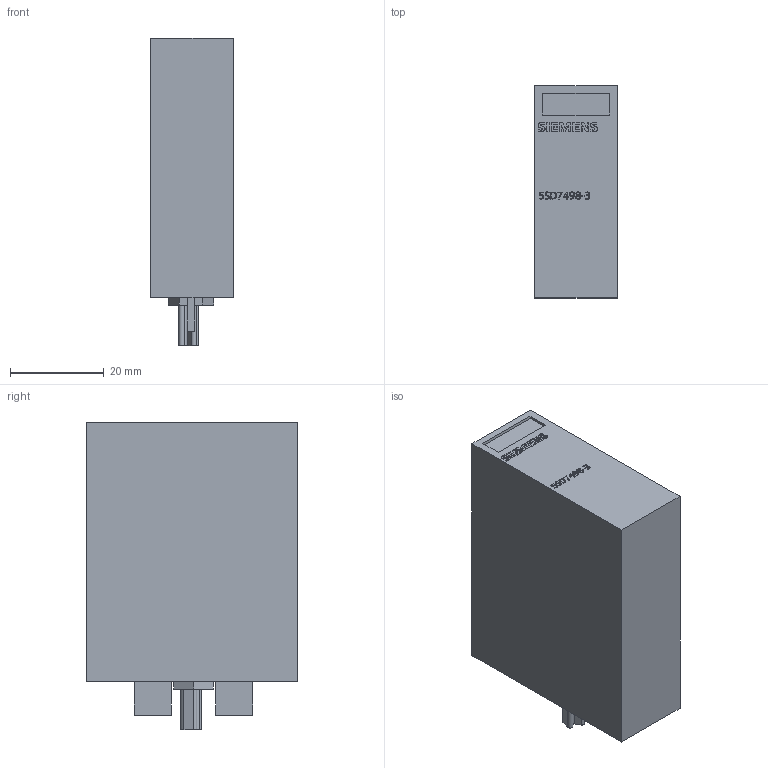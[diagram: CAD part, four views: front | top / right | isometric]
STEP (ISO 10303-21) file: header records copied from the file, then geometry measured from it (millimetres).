
FILE_DESCRIPTION(/* description */ (''),/* implementation_level */ '2;1');
FILE_NAME(/* name */ '5SD7498-3_v.stp',/* time_stamp */ '2023-03-23T14:45:10+01:00',/* author */ ('"(c) Siemens AG Smart Infrastructure"'),/* organization */ ('"(c) Siemens AG - Smart Infrastructure - EP"'),/* preprocessor_version */ 'ST-DEVELOPER v18.101',/* originating_system */ 'SIEMENS PLM Software NX 2008',/* authorisation */ '"Transmittal reproduction, dissemination and/or editing of this document as well as utilization of its contents and communication thereof to others without express authorization is prohibited. Offenders will be held liable for payment of damages. All rights created by patent grant or registration of a utility model or design patent are reserved."');
FILE_SCHEMA (('AUTOMOTIVE_DESIGN { 1 0 10303 214 3 1 1 1 }'));
Length unit declared in the file: millimetre
Products named in the file (1): model3
Bounding box: 17.6 x 45.1 x 65.6 mm (x, y, z)
Volume: 44234.1 mm3; surface area: 9012.7 mm2
Topology: 1 solids, 1 shells, 190 faces, 507 edges, 347 vertices
Faces by surface type: plane 150, extrusion 34, cylinder 6
Entity records: 8642 total; most frequent: CARTESIAN_POINT 3314, ORIENTED_EDGE 972, DIRECTION 600, EDGE_CURVE 486, VERTEX_POINT 324, B_SPLINE_CURVE_WITH_KNOTS 311, VECTOR 252, LINE 218
